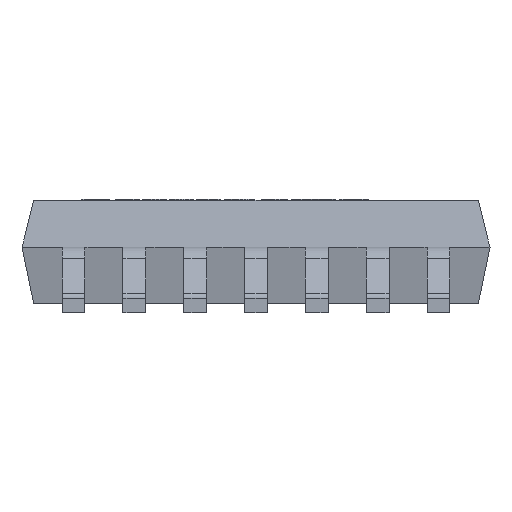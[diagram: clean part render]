
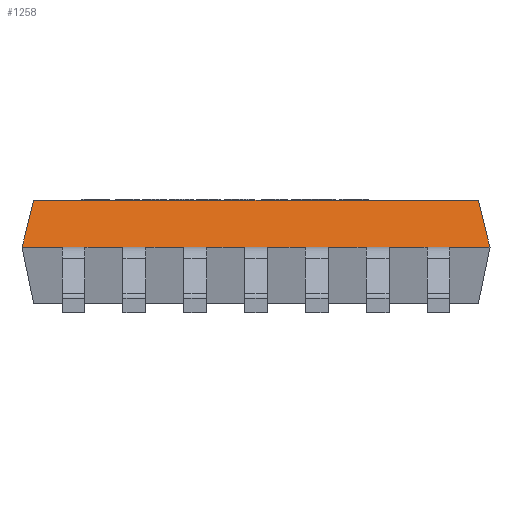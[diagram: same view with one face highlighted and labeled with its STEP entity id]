
A CAD part, left-side view. The second image highlights one B-rep face of the part: STEP entity #1258.
In plain terms, the highlighted free-form (B-spline) face has degree [1, 1] with [2, 2] control points.
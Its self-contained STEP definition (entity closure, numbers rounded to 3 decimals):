
#24 = VERTEX_POINT('',#25);
#25 = CARTESIAN_POINT('',(-2.09,-2.375,1.2));
#31 = EDGE_CURVE('',#24,#32,#34,.T.);
#32 = VERTEX_POINT('',#33);
#33 = CARTESIAN_POINT('',(-2.09,2.375,1.2));
#34 = LINE('',#35,#36);
#35 = CARTESIAN_POINT('',(-2.09,-2.375,1.2));
#36 = VECTOR('',#37,1.);
#37 = DIRECTION('',(0.,1.,0.));
#1099 = EDGE_CURVE('',#24,#1100,#1102,.T.);
#1100 = VERTEX_POINT('',#1101);
#1101 = CARTESIAN_POINT('',(-2.2,-2.5,0.7));
#1102 = B_SPLINE_CURVE_WITH_KNOTS('',1,(#1103,#1104),.UNSPECIFIED.,.F.,
  .F.,(2,2),(0.,1.),.PIECEWISE_BEZIER_KNOTS.);
#1103 = CARTESIAN_POINT('',(-2.09,-2.375,1.2));
#1104 = CARTESIAN_POINT('',(-2.2,-2.5,0.7));
#1258 = ADVANCED_FACE('',(#1259),#1388,.T.);
#1259 = FACE_BOUND('',#1260,.T.);
#1260 = EDGE_LOOP('',(#1261,#1262,#1269,#1277,#1285,#1293,#1301,#1309,
    #1317,#1325,#1333,#1341,#1349,#1357,#1365,#1373,#1381,#1387));
#1261 = ORIENTED_EDGE('',*,*,#31,.T.);
#1262 = ORIENTED_EDGE('',*,*,#1263,.T.);
#1263 = EDGE_CURVE('',#32,#1264,#1266,.T.);
#1264 = VERTEX_POINT('',#1265);
#1265 = CARTESIAN_POINT('',(-2.2,2.5,0.7));
#1266 = B_SPLINE_CURVE_WITH_KNOTS('',1,(#1267,#1268),.UNSPECIFIED.,.F.,
  .F.,(2,2),(0.,1.),.PIECEWISE_BEZIER_KNOTS.);
#1267 = CARTESIAN_POINT('',(-2.09,2.375,1.2));
#1268 = CARTESIAN_POINT('',(-2.2,2.5,0.7));
#1269 = ORIENTED_EDGE('',*,*,#1270,.F.);
#1270 = EDGE_CURVE('',#1271,#1264,#1273,.T.);
#1271 = VERTEX_POINT('',#1272);
#1272 = CARTESIAN_POINT('',(-2.2,2.073,0.7));
#1273 = LINE('',#1274,#1275);
#1274 = CARTESIAN_POINT('',(-2.2,-2.5,0.7));
#1275 = VECTOR('',#1276,1.);
#1276 = DIRECTION('',(0.,1.,0.));
#1277 = ORIENTED_EDGE('',*,*,#1278,.F.);
#1278 = EDGE_CURVE('',#1279,#1271,#1281,.T.);
#1279 = VERTEX_POINT('',#1280);
#1280 = CARTESIAN_POINT('',(-2.2,1.828,0.7));
#1281 = LINE('',#1282,#1283);
#1282 = CARTESIAN_POINT('',(-2.2,-2.5,0.7));
#1283 = VECTOR('',#1284,1.);
#1284 = DIRECTION('',(0.,1.,0.));
#1285 = ORIENTED_EDGE('',*,*,#1286,.F.);
#1286 = EDGE_CURVE('',#1287,#1279,#1289,.T.);
#1287 = VERTEX_POINT('',#1288);
#1288 = CARTESIAN_POINT('',(-2.2,1.423,0.7));
#1289 = LINE('',#1290,#1291);
#1290 = CARTESIAN_POINT('',(-2.2,-2.5,0.7));
#1291 = VECTOR('',#1292,1.);
#1292 = DIRECTION('',(0.,1.,0.));
#1293 = ORIENTED_EDGE('',*,*,#1294,.F.);
#1294 = EDGE_CURVE('',#1295,#1287,#1297,.T.);
#1295 = VERTEX_POINT('',#1296);
#1296 = CARTESIAN_POINT('',(-2.2,1.178,0.7));
#1297 = LINE('',#1298,#1299);
#1298 = CARTESIAN_POINT('',(-2.2,-2.5,0.7));
#1299 = VECTOR('',#1300,1.);
#1300 = DIRECTION('',(0.,1.,0.));
#1301 = ORIENTED_EDGE('',*,*,#1302,.F.);
#1302 = EDGE_CURVE('',#1303,#1295,#1305,.T.);
#1303 = VERTEX_POINT('',#1304);
#1304 = CARTESIAN_POINT('',(-2.2,0.773,0.7));
#1305 = LINE('',#1306,#1307);
#1306 = CARTESIAN_POINT('',(-2.2,-2.5,0.7));
#1307 = VECTOR('',#1308,1.);
#1308 = DIRECTION('',(0.,1.,0.));
#1309 = ORIENTED_EDGE('',*,*,#1310,.F.);
#1310 = EDGE_CURVE('',#1311,#1303,#1313,.T.);
#1311 = VERTEX_POINT('',#1312);
#1312 = CARTESIAN_POINT('',(-2.2,0.528,0.7));
#1313 = LINE('',#1314,#1315);
#1314 = CARTESIAN_POINT('',(-2.2,-2.5,0.7));
#1315 = VECTOR('',#1316,1.);
#1316 = DIRECTION('',(0.,1.,0.));
#1317 = ORIENTED_EDGE('',*,*,#1318,.F.);
#1318 = EDGE_CURVE('',#1319,#1311,#1321,.T.);
#1319 = VERTEX_POINT('',#1320);
#1320 = CARTESIAN_POINT('',(-2.2,0.123,0.7));
#1321 = LINE('',#1322,#1323);
#1322 = CARTESIAN_POINT('',(-2.2,-2.5,0.7));
#1323 = VECTOR('',#1324,1.);
#1324 = DIRECTION('',(0.,1.,0.));
#1325 = ORIENTED_EDGE('',*,*,#1326,.F.);
#1326 = EDGE_CURVE('',#1327,#1319,#1329,.T.);
#1327 = VERTEX_POINT('',#1328);
#1328 = CARTESIAN_POINT('',(-2.2,-0.123,0.7));
#1329 = LINE('',#1330,#1331);
#1330 = CARTESIAN_POINT('',(-2.2,-2.5,0.7));
#1331 = VECTOR('',#1332,1.);
#1332 = DIRECTION('',(0.,1.,0.));
#1333 = ORIENTED_EDGE('',*,*,#1334,.F.);
#1334 = EDGE_CURVE('',#1335,#1327,#1337,.T.);
#1335 = VERTEX_POINT('',#1336);
#1336 = CARTESIAN_POINT('',(-2.2,-0.528,0.7));
#1337 = LINE('',#1338,#1339);
#1338 = CARTESIAN_POINT('',(-2.2,-2.5,0.7));
#1339 = VECTOR('',#1340,1.);
#1340 = DIRECTION('',(0.,1.,0.));
#1341 = ORIENTED_EDGE('',*,*,#1342,.F.);
#1342 = EDGE_CURVE('',#1343,#1335,#1345,.T.);
#1343 = VERTEX_POINT('',#1344);
#1344 = CARTESIAN_POINT('',(-2.2,-0.773,0.7));
#1345 = LINE('',#1346,#1347);
#1346 = CARTESIAN_POINT('',(-2.2,-2.5,0.7));
#1347 = VECTOR('',#1348,1.);
#1348 = DIRECTION('',(0.,1.,0.));
#1349 = ORIENTED_EDGE('',*,*,#1350,.F.);
#1350 = EDGE_CURVE('',#1351,#1343,#1353,.T.);
#1351 = VERTEX_POINT('',#1352);
#1352 = CARTESIAN_POINT('',(-2.2,-1.178,0.7));
#1353 = LINE('',#1354,#1355);
#1354 = CARTESIAN_POINT('',(-2.2,-2.5,0.7));
#1355 = VECTOR('',#1356,1.);
#1356 = DIRECTION('',(0.,1.,0.));
#1357 = ORIENTED_EDGE('',*,*,#1358,.F.);
#1358 = EDGE_CURVE('',#1359,#1351,#1361,.T.);
#1359 = VERTEX_POINT('',#1360);
#1360 = CARTESIAN_POINT('',(-2.2,-1.423,0.7));
#1361 = LINE('',#1362,#1363);
#1362 = CARTESIAN_POINT('',(-2.2,-2.5,0.7));
#1363 = VECTOR('',#1364,1.);
#1364 = DIRECTION('',(0.,1.,0.));
#1365 = ORIENTED_EDGE('',*,*,#1366,.F.);
#1366 = EDGE_CURVE('',#1367,#1359,#1369,.T.);
#1367 = VERTEX_POINT('',#1368);
#1368 = CARTESIAN_POINT('',(-2.2,-1.828,0.7));
#1369 = LINE('',#1370,#1371);
#1370 = CARTESIAN_POINT('',(-2.2,-2.5,0.7));
#1371 = VECTOR('',#1372,1.);
#1372 = DIRECTION('',(0.,1.,0.));
#1373 = ORIENTED_EDGE('',*,*,#1374,.F.);
#1374 = EDGE_CURVE('',#1375,#1367,#1377,.T.);
#1375 = VERTEX_POINT('',#1376);
#1376 = CARTESIAN_POINT('',(-2.2,-2.073,0.7));
#1377 = LINE('',#1378,#1379);
#1378 = CARTESIAN_POINT('',(-2.2,-2.5,0.7));
#1379 = VECTOR('',#1380,1.);
#1380 = DIRECTION('',(0.,1.,0.));
#1381 = ORIENTED_EDGE('',*,*,#1382,.F.);
#1382 = EDGE_CURVE('',#1100,#1375,#1383,.T.);
#1383 = LINE('',#1384,#1385);
#1384 = CARTESIAN_POINT('',(-2.2,-2.5,0.7));
#1385 = VECTOR('',#1386,1.);
#1386 = DIRECTION('',(0.,1.,0.));
#1387 = ORIENTED_EDGE('',*,*,#1099,.F.);
#1388 = B_SPLINE_SURFACE_WITH_KNOTS('',1,1,(
    (#1389,#1390)
    ,(#1391,#1392
    )),.UNSPECIFIED.,.F.,.F.,.F.,(2,2),(2,2),(0.,5.),(0.,1.),
  .PIECEWISE_BEZIER_KNOTS.);
#1389 = CARTESIAN_POINT('',(-2.09,-2.375,1.2));
#1390 = CARTESIAN_POINT('',(-2.2,-2.5,0.7));
#1391 = CARTESIAN_POINT('',(-2.09,2.375,1.2));
#1392 = CARTESIAN_POINT('',(-2.2,2.5,0.7));
